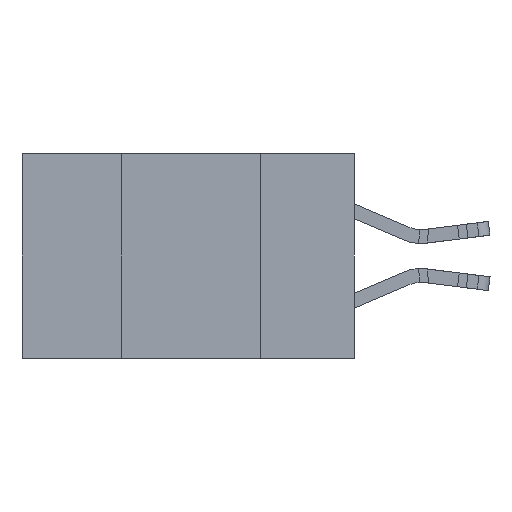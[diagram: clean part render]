
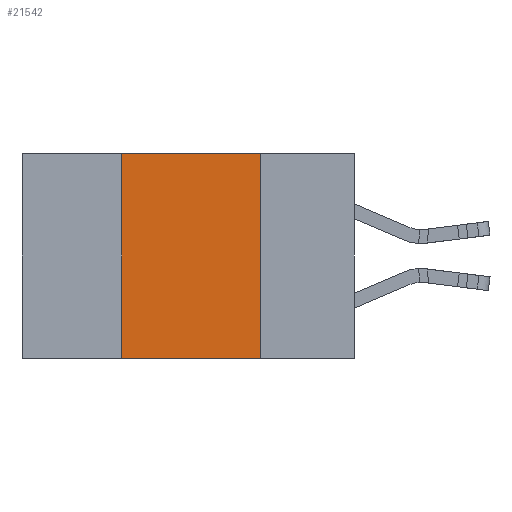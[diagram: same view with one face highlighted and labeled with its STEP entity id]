
A CAD part, left-side view. The second image highlights one B-rep face of the part: STEP entity #21542.
In plain terms, the highlighted planar face has unit normal (-1, 0, 0).
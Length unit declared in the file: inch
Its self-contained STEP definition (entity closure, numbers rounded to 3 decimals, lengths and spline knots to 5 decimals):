
#1162 = DIRECTION ( 'NONE',  ( 0., 0., 1. ) ) ;
#2510 = VERTEX_POINT ( 'NONE', #19961 ) ;
#3413 = VERTEX_POINT ( 'NONE', #9231 ) ;
#3434 = CARTESIAN_POINT ( 'NONE',  ( 0., 0.6, 0. ) ) ;
#4173 = LINE ( 'NONE', #16286, #24074 ) ;
#4883 = DIRECTION ( 'NONE',  ( 0., -1., 0. ) ) ;
#5232 = DIRECTION ( 'NONE',  ( 0., 0., -1. ) ) ;
#5258 = EDGE_CURVE ( 'NONE', #9392, #3413, #4173, .T. ) ;
#5394 = DIRECTION ( 'NONE',  ( 1., 0., 0. ) ) ;
#6302 = VECTOR ( 'NONE', #5232, 39.37008 ) ;
#7157 = CARTESIAN_POINT ( 'NONE',  ( 0., 0.17, -0.37 ) ) ;
#7245 = VECTOR ( 'NONE', #23878, 39.37008 ) ;
#7793 = ORIENTED_EDGE ( 'NONE', *, *, #8792, .F. ) ;
#8108 = ORIENTED_EDGE ( 'NONE', *, *, #8161, .F. ) ;
#8161 = EDGE_CURVE ( 'NONE', #3413, #2510, #21238, .T. ) ;
#8792 = EDGE_CURVE ( 'NONE', #23404, #9392, #14021, .T. ) ;
#9231 = CARTESIAN_POINT ( 'NONE',  ( 0., 0.17, 0. ) ) ;
#9392 = VERTEX_POINT ( 'NONE', #10468 ) ;
#10468 = CARTESIAN_POINT ( 'NONE',  ( 0., 0.42, 0. ) ) ;
#11382 = ORIENTED_EDGE ( 'NONE', *, *, #5258, .F. ) ;
#12216 = VECTOR ( 'NONE', #1162, 39.37008 ) ;
#14021 = LINE ( 'NONE', #23757, #12216 ) ;
#14351 = ORIENTED_EDGE ( 'NONE', *, *, #20814, .T. ) ;
#14896 = PLANE ( 'NONE',  #22366 ) ;
#15529 = CARTESIAN_POINT ( 'NONE',  ( 0., 0.42, -0.37 ) ) ;
#15850 = FACE_OUTER_BOUND ( 'NONE', #21074, .T. ) ;
#16286 = CARTESIAN_POINT ( 'NONE',  ( 0., 0.6, 0. ) ) ;
#18366 = CARTESIAN_POINT ( 'NONE',  ( 0., 0.6, -0.37 ) ) ;
#18585 = DIRECTION ( 'NONE',  ( 0., 0., -1. ) ) ;
#19961 = CARTESIAN_POINT ( 'NONE',  ( 0., 0.17, -0.37 ) ) ;
#20814 = EDGE_CURVE ( 'NONE', #23404, #2510, #22149, .T. ) ;
#21074 = EDGE_LOOP ( 'NONE', ( #8108, #11382, #7793, #14351 ) ) ;
#21238 = LINE ( 'NONE', #7157, #6302 ) ;
#21542 = ADVANCED_FACE ( 'NONE', ( #15850 ), #14896, .F. ) ;
#22149 = LINE ( 'NONE', #18366, #7245 ) ;
#22366 = AXIS2_PLACEMENT_3D ( 'NONE', #3434, #5394, #18585 ) ;
#23404 = VERTEX_POINT ( 'NONE', #15529 ) ;
#23757 = CARTESIAN_POINT ( 'NONE',  ( 0., 0.42, -0.37 ) ) ;
#23878 = DIRECTION ( 'NONE',  ( 0., -1., 0. ) ) ;
#24074 = VECTOR ( 'NONE', #4883, 39.37008 ) ;
